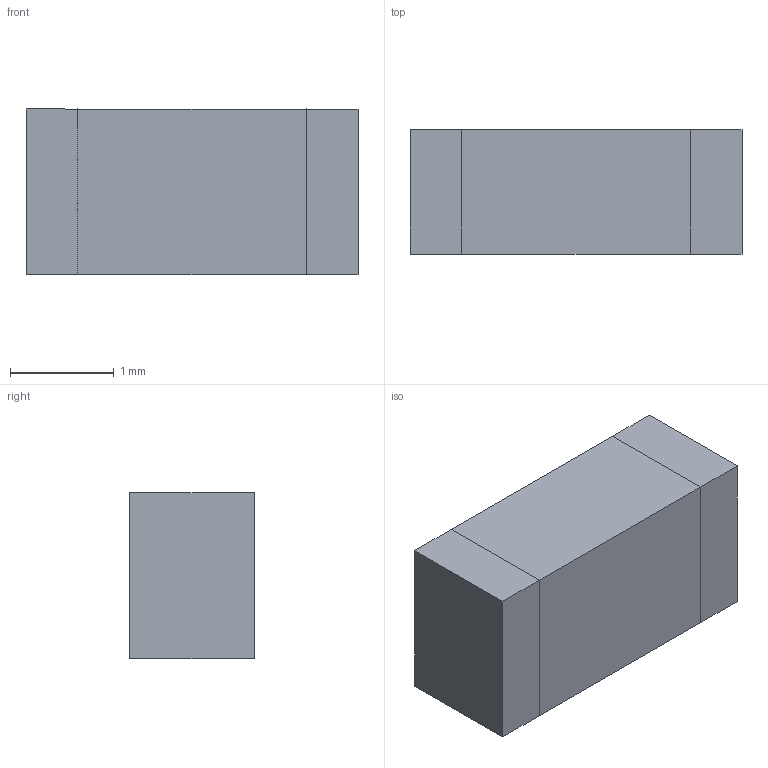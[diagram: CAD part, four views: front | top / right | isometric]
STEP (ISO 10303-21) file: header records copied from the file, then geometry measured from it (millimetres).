
FILE_DESCRIPTION (( 'STEP AP214' ), '1' );
FILE_NAME ('ACAG0301-2450-T.STEP', '2019-05-20T11:28:00', ( '' ), ( '' ), 'SwSTEP 2.0', 'SolidWorks 2018', '' );
FILE_SCHEMA (( 'AUTOMOTIVE_DESIGN' ));
Length unit declared in the file: millimetre
Products named in the file (1): ACAG0301-2450-T
Bounding box: 3.2 x 1.2 x 1.6 mm (x, y, z)
Volume: 6.1 mm3; surface area: 29.5 mm2
Topology: 4 solids, 4 shells, 207 faces, 531 edges, 354 vertices
Faces by surface type: plane 132, bspline 75
Entity records: 12782 total; most frequent: CARTESIAN_POINT 6104, ORIENTED_EDGE 1062, DIRECTION 647, EDGE_CURVE 531, VECTOR 381, LINE 381, VERTEX_POINT 354, EDGE_LOOP 229
